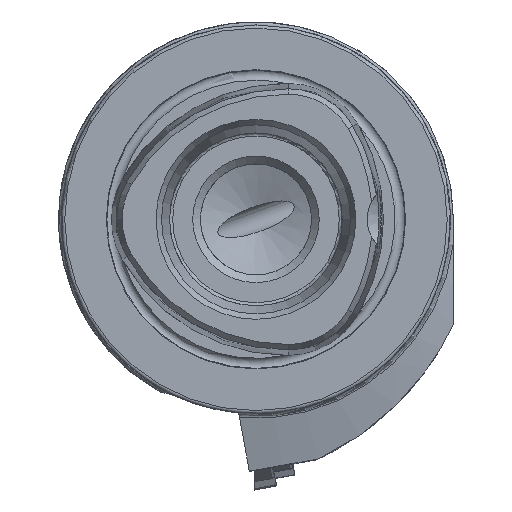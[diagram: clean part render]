
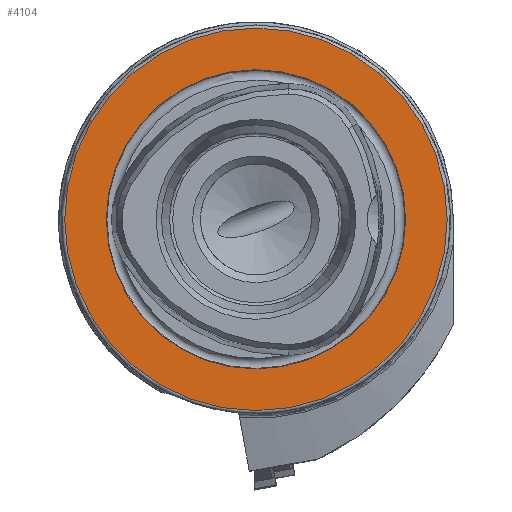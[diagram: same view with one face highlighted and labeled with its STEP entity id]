
A CAD part, left-side view. The second image highlights one B-rep face of the part: STEP entity #4104.
In plain terms, the highlighted planar face has unit normal (-1, 0, 0).
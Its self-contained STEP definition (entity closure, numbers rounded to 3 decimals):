
#67 = EDGE_LOOP ( 'NONE', ( #3934 ) ) ;
#133 = ORIENTED_EDGE ( 'NONE', *, *, #4075, .T. ) ;
#266 = EDGE_CURVE ( 'NONE', #2208, #2208, #3976, .T. ) ;
#617 = VERTEX_POINT ( 'NONE', #3742 ) ;
#1129 = CARTESIAN_POINT ( 'NONE',  ( 0., 24.25, 0. ) ) ;
#1455 = FACE_OUTER_BOUND ( 'NONE', #4635, .T. ) ;
#1610 = AXIS2_PLACEMENT_3D ( 'NONE', #6499, #1848, #2598 ) ;
#1848 = DIRECTION ( 'NONE',  ( -1., 0., 0. ) ) ;
#2208 = VERTEX_POINT ( 'NONE', #4080 ) ;
#2598 = DIRECTION ( 'NONE',  ( 0., 0., 1. ) ) ;
#3531 = FACE_BOUND ( 'NONE', #67, .T. ) ;
#3742 = CARTESIAN_POINT ( 'NONE',  ( 0., 0., 31. ) ) ;
#3934 = ORIENTED_EDGE ( 'NONE', *, *, #266, .F. ) ;
#3976 = CIRCLE ( 'NONE', #7088, 24.25 ) ;
#4075 = EDGE_CURVE ( 'NONE', #617, #617, #9730, .T. ) ;
#4080 = CARTESIAN_POINT ( 'NONE',  ( 0., 0., 24.25 ) ) ;
#4104 = ADVANCED_FACE ( 'NONE', ( #3531, #1455 ), #7402, .F. ) ;
#4635 = EDGE_LOOP ( 'NONE', ( #133 ) ) ;
#5387 = AXIS2_PLACEMENT_3D ( 'NONE', #1129, #9703, #8233 ) ;
#6104 = DIRECTION ( 'NONE',  ( 0., 0., 1. ) ) ;
#6499 = CARTESIAN_POINT ( 'NONE',  ( 0., 0., 0. ) ) ;
#7088 = AXIS2_PLACEMENT_3D ( 'NONE', #9242, #7625, #6104 ) ;
#7402 = PLANE ( 'NONE',  #5387 ) ;
#7625 = DIRECTION ( 'NONE',  ( -1., 0., 0. ) ) ;
#8233 = DIRECTION ( 'NONE',  ( 0., 0., -1. ) ) ;
#9242 = CARTESIAN_POINT ( 'NONE',  ( 0., 0., 0. ) ) ;
#9703 = DIRECTION ( 'NONE',  ( 1., 0., 0. ) ) ;
#9730 = CIRCLE ( 'NONE', #1610, 31. ) ;
